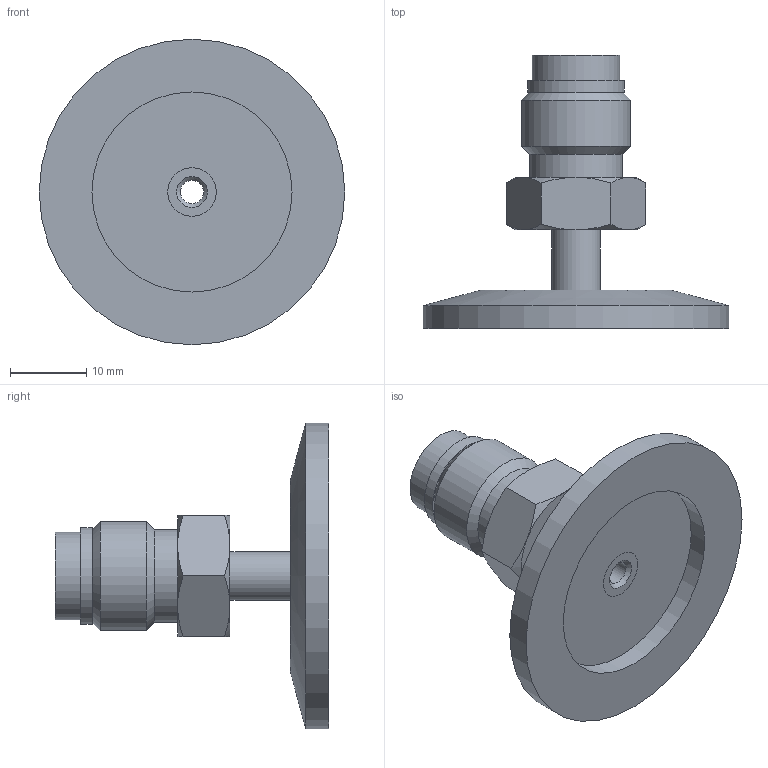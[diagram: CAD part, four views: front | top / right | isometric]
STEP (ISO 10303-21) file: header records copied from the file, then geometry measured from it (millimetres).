
FILE_DESCRIPTION(/* description */ (''),/* implementation_level */ '2;1');
FILE_NAME(/* name */ 'FL-VCR25-25KF.stp',/* time_stamp */ '2019-03-01T14:02:36+00:00',/* author */ ('paul'),/* organization */ (''),/* preprocessor_version */ 'ST-DEVELOPER v17.2',/* originating_system */ 'Autodesk Inventor 2019',/* authorisation */ '');
FILE_SCHEMA (('AUTOMOTIVE_DESIGN { 1 0 10303 214 3 1 1 }'));
Products named in the file (4): FL-VCR25-16CF; FL-25KF; SS-4-VCR-3-4MTW; SS-4-VCR-4
Assembly tree (3 placements, depth 2):
  FL-VCR25-16CF
    FL-25KF
    SS-4-VCR-3-4MTW
    SS-4-VCR-4
Bounding box: 40 x 35.77 x 40 mm (x, y, z)
Volume: 7687.7 mm3; surface area: 6245.8 mm2
Topology: 3 solids, 3 shells, 44 faces, 95 edges, 62 vertices
Faces by surface type: plane 17, cone 16, cylinder 11
Full cylindrical faces by diameter (mm): 3.048 x1, 6.35 x2, 8.89 x1, 9.144 x1, 11.43 x1, 12.192 x1, 12.7 x1, 14.287 x1, 26.2 x1, 40 x1
Entity records: 1394 total; most frequent: CARTESIAN_POINT 256, DIRECTION 223, ORIENTED_EDGE 190, AXIS2_PLACEMENT_3D 101, EDGE_CURVE 95, VERTEX_POINT 62, EDGE_LOOP 55, CIRCLE 50
